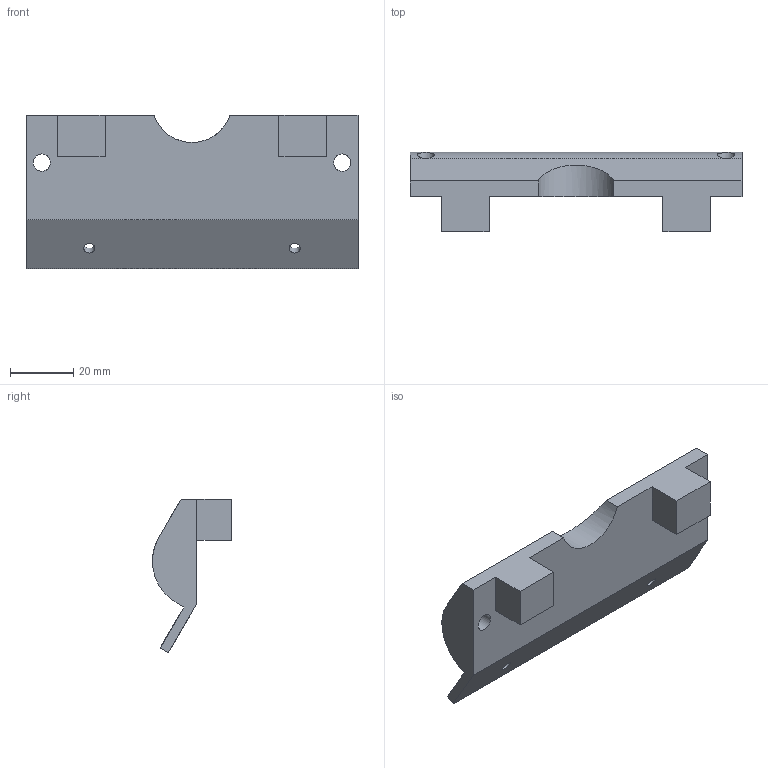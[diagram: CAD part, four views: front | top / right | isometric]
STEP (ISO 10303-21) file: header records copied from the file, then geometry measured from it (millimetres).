
FILE_DESCRIPTION(/* description */ (''),/* implementation_level */ '2;1');
FILE_NAME(/* name */ 'Camera Mount .step',/* time_stamp */ '2018-09-09T17:51:29-04:00',/* author */ ('Xaveagle'),/* organization */ (''),/* preprocessor_version */ 'ST-DEVELOPER v17.2',/* originating_system */ 'Autodesk Translation Framework v7.6.0.251',/* authorisation */ '');
FILE_SCHEMA (('AUTOMOTIVE_DESIGN { 1 0 10303 214 3 1 1 }'));
Length unit declared in the file: millimetre
Products named in the file (1): Camera Mount 2
Bounding box: 105 x 25.05 x 48.59 mm (x, y, z)
Volume: 45928.7 mm3; surface area: 14275.2 mm2
Topology: 1 solids, 1 shells, 24 faces, 68 edges, 46 vertices
Faces by surface type: plane 18, cylinder 6
Full cylindrical faces by diameter (mm): 3.5 x2, 5.5 x2
Entity records: 887 total; most frequent: CARTESIAN_POINT 207, ORIENTED_EDGE 136, DIRECTION 124, EDGE_CURVE 68, LINE 54, VECTOR 54, VERTEX_POINT 46, AXIS2_PLACEMENT_3D 35
